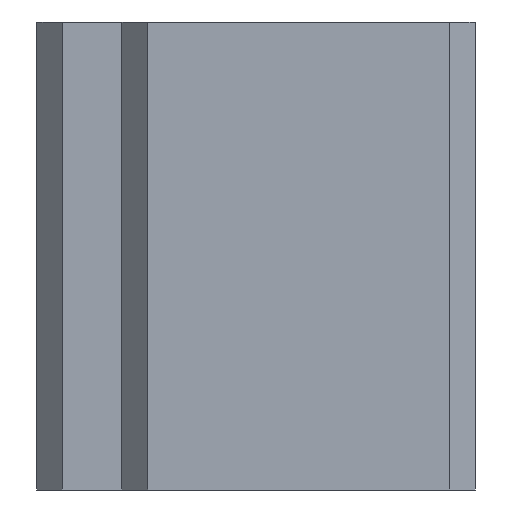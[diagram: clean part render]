
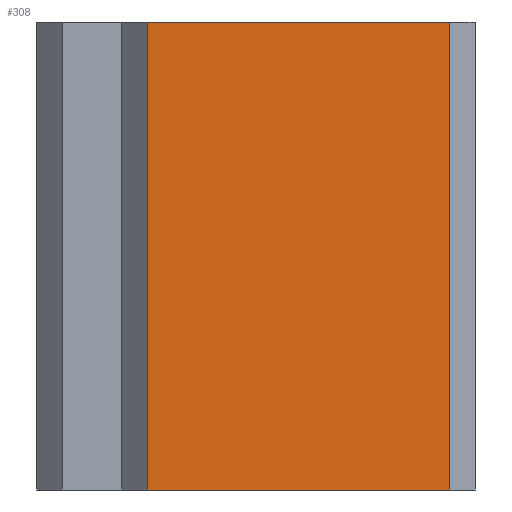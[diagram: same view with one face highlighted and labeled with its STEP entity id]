
A CAD part, front view. The second image highlights one B-rep face of the part: STEP entity #308.
In plain terms, the highlighted planar face has unit normal (0, -1, 0).
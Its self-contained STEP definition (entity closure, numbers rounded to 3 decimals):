
#58 = EDGE_LOOP ( 'NONE', ( #1927, #1924, #1925, #1923 ) ) ;
#69 = VECTOR ( 'NONE', #797, 1000. ) ;
#242 = FACE_OUTER_BOUND ( 'NONE', #58, .T. ) ;
#250 = LINE ( 'NONE', #794, #69 ) ;
#308 = ADVANCED_FACE ( 'NONE', ( #242 ), #535, .F. ) ;
#415 = VERTEX_POINT ( 'NONE', #729 ) ;
#425 = VERTEX_POINT ( 'NONE', #739 ) ;
#440 = VERTEX_POINT ( 'NONE', #754 ) ;
#448 = VERTEX_POINT ( 'NONE', #762 ) ;
#530 = CARTESIAN_POINT ( 'NONE',  ( 25., -27.75, 55. ) ) ;
#535 = PLANE ( 'NONE',  #1446 ) ;
#540 = DIRECTION ( 'NONE',  ( 0., 1., 0. ) ) ;
#541 = DIRECTION ( 'NONE',  ( 0., 0., 1. ) ) ;
#729 = CARTESIAN_POINT ( 'NONE',  ( 23.5, -27.75, 0. ) ) ;
#739 = CARTESIAN_POINT ( 'NONE',  ( -12., -27.75, 55. ) ) ;
#754 = CARTESIAN_POINT ( 'NONE',  ( -12., -27.75, 0. ) ) ;
#762 = CARTESIAN_POINT ( 'NONE',  ( 23.5, -27.75, 55. ) ) ;
#794 = CARTESIAN_POINT ( 'NONE',  ( 25., -27.75, 55. ) ) ;
#797 = DIRECTION ( 'NONE',  ( 1., 0., 0. ) ) ;
#963 = CARTESIAN_POINT ( 'NONE',  ( 23.5, -27.75, 55. ) ) ;
#964 = DIRECTION ( 'NONE',  ( 0., 0., 1. ) ) ;
#969 = CARTESIAN_POINT ( 'NONE',  ( -12., -27.75, 55. ) ) ;
#970 = DIRECTION ( 'NONE',  ( 0., 0., -1. ) ) ;
#1008 = CARTESIAN_POINT ( 'NONE',  ( 25., -27.75, 0. ) ) ;
#1009 = DIRECTION ( 'NONE',  ( 1., 0., 0. ) ) ;
#1331 = VECTOR ( 'NONE', #1009, 1000. ) ;
#1341 = LINE ( 'NONE', #1008, #1331 ) ;
#1446 = AXIS2_PLACEMENT_3D ( 'NONE', #530, #540, #541 ) ;
#1467 = EDGE_CURVE ( 'NONE', #425, #448, #250, .T. ) ;
#1557 = EDGE_CURVE ( 'NONE', #415, #448, #1647, .T. ) ;
#1561 = EDGE_CURVE ( 'NONE', #425, #440, #1661, .T. ) ;
#1580 = EDGE_CURVE ( 'NONE', #440, #415, #1341, .T. ) ;
#1647 = LINE ( 'NONE', #963, #1648 ) ;
#1648 = VECTOR ( 'NONE', #964, 1000. ) ;
#1649 = VECTOR ( 'NONE', #970, 1000. ) ;
#1661 = LINE ( 'NONE', #969, #1649 ) ;
#1923 = ORIENTED_EDGE ( 'NONE', *, *, #1561, .T. ) ;
#1924 = ORIENTED_EDGE ( 'NONE', *, *, #1557, .T. ) ;
#1925 = ORIENTED_EDGE ( 'NONE', *, *, #1467, .F. ) ;
#1927 = ORIENTED_EDGE ( 'NONE', *, *, #1580, .T. ) ;
